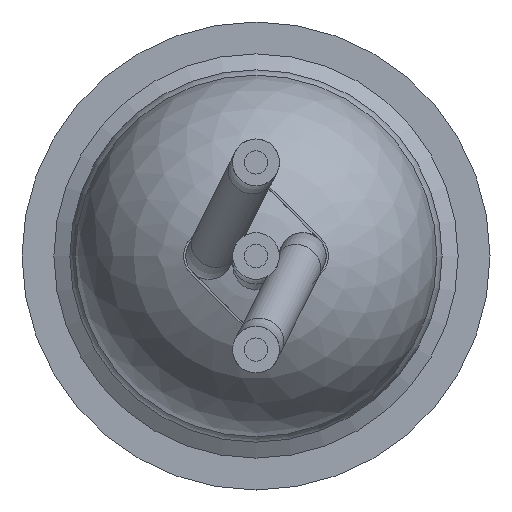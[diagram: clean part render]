
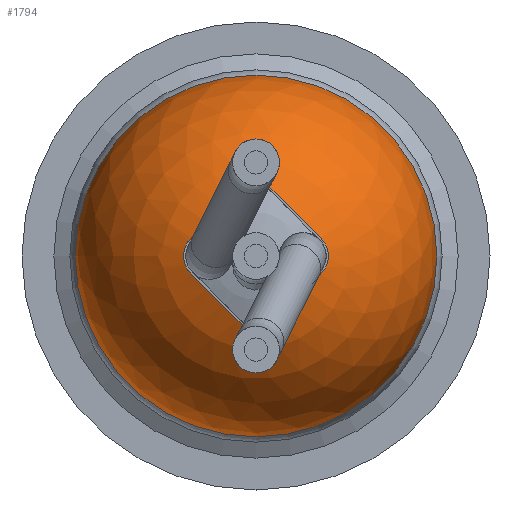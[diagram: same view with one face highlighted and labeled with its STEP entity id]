
A CAD part, front view. The second image highlights one B-rep face of the part: STEP entity #1794.
In plain terms, the highlighted spherical face has radius 8.5 mm.
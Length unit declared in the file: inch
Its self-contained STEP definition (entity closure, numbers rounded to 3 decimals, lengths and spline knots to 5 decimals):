
#16=SPHERICAL_SURFACE('',#2027,0.33465);
#188=FACE_OUTER_BOUND('',#305,.T.);
#305=EDGE_LOOP('',(#1626,#1627,#1628,#1629,#1630,#1631,#1632,#1633,#1634,
#1635,#1636,#1637,#1638));
#369=CIRCLE('',#1947,0.31657);
#371=CIRCLE('',#1951,0.31657);
#381=CIRCLE('',#1969,0.31657);
#382=CIRCLE('',#1972,0.31657);
#414=CIRCLE('',#2028,0.33465);
#415=CIRCLE('',#2029,0.33465);
#416=CIRCLE('',#2030,0.33465);
#426=B_SPLINE_CURVE_WITH_KNOTS('',3,(#2977,#2978,#2979,#2980,#2981,#2982,
#2983,#2984,#2985,#2986),.UNSPECIFIED.,.F.,.F.,(4,2,2,2,4),(0.,0.04557,
0.09114,0.13671,0.18228),.UNSPECIFIED.);
#427=B_SPLINE_CURVE_WITH_KNOTS('',3,(#3000,#3001,#3002,#3003,#3004,#3005,
#3006,#3007,#3008,#3009),.UNSPECIFIED.,.F.,.F.,(4,2,2,2,4),(0.,0.04557,
0.09114,0.13671,0.18228),.UNSPECIFIED.);
#430=B_SPLINE_CURVE_WITH_KNOTS('',3,(#3088,#3089,#3090,#3091,#3092,#3093),
 .UNSPECIFIED.,.F.,.F.,(4,2,4),(0.,0.04557,0.09114),
 .UNSPECIFIED.);
#431=B_SPLINE_CURVE_WITH_KNOTS('',3,(#3096,#3097,#3098,#3099,#3100,#3101),
 .UNSPECIFIED.,.F.,.F.,(4,2,4),(0.09114,0.13671,0.18228),
 .UNSPECIFIED.);
#432=B_SPLINE_CURVE_WITH_KNOTS('',3,(#3107,#3108,#3109,#3110,#3111,#3112,
#3113,#3114,#3115,#3116),.UNSPECIFIED.,.F.,.F.,(4,2,2,2,4),(0.,0.04557,
0.09114,0.13671,0.18228),.UNSPECIFIED.);
#804=VERTEX_POINT('',#2975);
#805=VERTEX_POINT('',#2976);
#808=VERTEX_POINT('',#2993);
#810=VERTEX_POINT('',#2999);
#812=VERTEX_POINT('',#3014);
#829=VERTEX_POINT('',#3083);
#830=VERTEX_POINT('',#3087);
#831=VERTEX_POINT('',#3094);
#832=VERTEX_POINT('',#3103);
#860=VERTEX_POINT('',#3369);
#861=VERTEX_POINT('',#3371);
#1024=EDGE_CURVE('',#804,#805,#426,.T.);
#1028=EDGE_CURVE('',#808,#804,#369,.T.);
#1031=EDGE_CURVE('',#810,#808,#427,.T.);
#1034=EDGE_CURVE('',#812,#810,#371,.T.);
#1060=EDGE_CURVE('',#805,#829,#381,.T.);
#1062=EDGE_CURVE('',#829,#830,#430,.T.);
#1064=EDGE_CURVE('',#830,#831,#431,.T.);
#1065=EDGE_CURVE('',#831,#832,#382,.T.);
#1067=EDGE_CURVE('',#832,#812,#432,.T.);
#1119=EDGE_CURVE('',#830,#860,#414,.T.);
#1120=EDGE_CURVE('',#860,#861,#415,.T.);
#1121=EDGE_CURVE('',#861,#860,#416,.T.);
#1626=ORIENTED_EDGE('',*,*,#1034,.T.);
#1627=ORIENTED_EDGE('',*,*,#1031,.T.);
#1628=ORIENTED_EDGE('',*,*,#1028,.T.);
#1629=ORIENTED_EDGE('',*,*,#1024,.T.);
#1630=ORIENTED_EDGE('',*,*,#1060,.T.);
#1631=ORIENTED_EDGE('',*,*,#1062,.T.);
#1632=ORIENTED_EDGE('',*,*,#1119,.T.);
#1633=ORIENTED_EDGE('',*,*,#1120,.T.);
#1634=ORIENTED_EDGE('',*,*,#1121,.T.);
#1635=ORIENTED_EDGE('',*,*,#1119,.F.);
#1636=ORIENTED_EDGE('',*,*,#1064,.T.);
#1637=ORIENTED_EDGE('',*,*,#1065,.T.);
#1638=ORIENTED_EDGE('',*,*,#1067,.T.);
#1794=ADVANCED_FACE('',(#188),#16,.T.);
#1947=AXIS2_PLACEMENT_3D('',#2994,#2384,#2385);
#1951=AXIS2_PLACEMENT_3D('',#3015,#2395,#2396);
#1969=AXIS2_PLACEMENT_3D('',#3084,#2445,#2446);
#1972=AXIS2_PLACEMENT_3D('',#3104,#2453,#2454);
#2027=AXIS2_PLACEMENT_3D('',#3368,#2574,#2575);
#2028=AXIS2_PLACEMENT_3D('',#3370,#2576,#2577);
#2029=AXIS2_PLACEMENT_3D('',#3372,#2578,#2579);
#2030=AXIS2_PLACEMENT_3D('',#3373,#2580,#2581);
#2384=DIRECTION('center_axis',(0.707,0.,
-0.707));
#2385=DIRECTION('ref_axis',(0.,-1.,0.));
#2395=DIRECTION('center_axis',(0.707,0.,0.707));
#2396=DIRECTION('ref_axis',(0.,1.,0.));
#2445=DIRECTION('center_axis',(-0.707,0.,
-0.707));
#2446=DIRECTION('ref_axis',(0.,-1.,0.));
#2453=DIRECTION('center_axis',(-0.707,0.,
0.707));
#2454=DIRECTION('ref_axis',(0.,1.,0.));
#2574=DIRECTION('center_axis',(0.,-1.,0.));
#2575=DIRECTION('ref_axis',(1.,0.,0.));
#2576=DIRECTION('center_axis',(0.,0.,
-1.));
#2577=DIRECTION('ref_axis',(-1.,0.,0.));
#2578=DIRECTION('center_axis',(0.,-1.,0.));
#2579=DIRECTION('ref_axis',(0.,0.,
-1.));
#2580=DIRECTION('center_axis',(0.,-1.,0.));
#2581=DIRECTION('ref_axis',(0.,0.,
-1.));
#2975=CARTESIAN_POINT('',(0.03341,-0.46807,-0.12001));
#2976=CARTESIAN_POINT('',(-0.03341,-0.46807,-0.12001));
#2977=CARTESIAN_POINT('Ctrl Pts',(0.03341,-0.46807,
-0.12001));
#2978=CARTESIAN_POINT('Ctrl Pts',(0.02926,-0.46692,
-0.12416));
#2979=CARTESIAN_POINT('Ctrl Pts',(0.02398,-0.4659,
-0.1278));
#2980=CARTESIAN_POINT('Ctrl Pts',(0.01234,-0.46453,
-0.13264));
#2981=CARTESIAN_POINT('Ctrl Pts',(0.00598,-0.46419,
-0.13385));
#2982=CARTESIAN_POINT('Ctrl Pts',(-0.00598,-0.46419,
-0.13385));
#2983=CARTESIAN_POINT('Ctrl Pts',(-0.01234,-0.46453,
-0.13264));
#2984=CARTESIAN_POINT('Ctrl Pts',(-0.02398,-0.4659,
-0.1278));
#2985=CARTESIAN_POINT('Ctrl Pts',(-0.02926,-0.46692,
-0.12416));
#2986=CARTESIAN_POINT('Ctrl Pts',(-0.03341,-0.46807,
-0.12001));
#2993=CARTESIAN_POINT('',(0.12001,-0.46807,-0.03341));
#2994=CARTESIAN_POINT('Origin',(0.07671,-0.15748,-0.07671));
#2999=CARTESIAN_POINT('',(0.12001,-0.46807,0.03341));
#3000=CARTESIAN_POINT('Ctrl Pts',(0.12001,-0.46807,
0.03341));
#3001=CARTESIAN_POINT('Ctrl Pts',(0.12416,-0.46692,
0.02926));
#3002=CARTESIAN_POINT('Ctrl Pts',(0.1278,-0.4659,
0.02398));
#3003=CARTESIAN_POINT('Ctrl Pts',(0.13264,-0.46453,
0.01234));
#3004=CARTESIAN_POINT('Ctrl Pts',(0.13385,-0.46419,0.00598));
#3005=CARTESIAN_POINT('Ctrl Pts',(0.13385,-0.46419,
-0.00598));
#3006=CARTESIAN_POINT('Ctrl Pts',(0.13264,-0.46453,-0.01234));
#3007=CARTESIAN_POINT('Ctrl Pts',(0.1278,-0.4659,-0.02398));
#3008=CARTESIAN_POINT('Ctrl Pts',(0.12416,-0.46692,
-0.02926));
#3009=CARTESIAN_POINT('Ctrl Pts',(0.12001,-0.46807,
-0.03341));
#3014=CARTESIAN_POINT('',(0.03341,-0.46807,0.12001));
#3015=CARTESIAN_POINT('Origin',(0.07671,-0.15748,0.07671));
#3083=CARTESIAN_POINT('',(-0.12001,-0.46807,-0.03341));
#3084=CARTESIAN_POINT('Origin',(-0.07671,-0.15748,
-0.07671));
#3087=CARTESIAN_POINT('',(-0.13385,-0.46419,0.));
#3088=CARTESIAN_POINT('Ctrl Pts',(-0.12001,-0.46807,
-0.03341));
#3089=CARTESIAN_POINT('Ctrl Pts',(-0.12416,-0.46692,
-0.02926));
#3090=CARTESIAN_POINT('Ctrl Pts',(-0.1278,-0.4659,
-0.02398));
#3091=CARTESIAN_POINT('Ctrl Pts',(-0.13264,-0.46453,
-0.01234));
#3092=CARTESIAN_POINT('Ctrl Pts',(-0.13385,-0.46419,
-0.00598));
#3093=CARTESIAN_POINT('Ctrl Pts',(-0.13385,-0.46419,
0.));
#3094=CARTESIAN_POINT('',(-0.12001,-0.46807,0.03341));
#3096=CARTESIAN_POINT('Ctrl Pts',(-0.13385,-0.46419,
0.));
#3097=CARTESIAN_POINT('Ctrl Pts',(-0.13385,-0.46419,
0.00598));
#3098=CARTESIAN_POINT('Ctrl Pts',(-0.13264,-0.46453,
0.01234));
#3099=CARTESIAN_POINT('Ctrl Pts',(-0.1278,-0.4659,
0.02398));
#3100=CARTESIAN_POINT('Ctrl Pts',(-0.12416,-0.46692,
0.02926));
#3101=CARTESIAN_POINT('Ctrl Pts',(-0.12001,-0.46807,
0.03341));
#3103=CARTESIAN_POINT('',(-0.03341,-0.46807,0.12001));
#3104=CARTESIAN_POINT('Origin',(-0.07671,-0.15748,
0.07671));
#3107=CARTESIAN_POINT('Ctrl Pts',(-0.03341,-0.46807,
0.12001));
#3108=CARTESIAN_POINT('Ctrl Pts',(-0.02926,-0.46692,
0.12416));
#3109=CARTESIAN_POINT('Ctrl Pts',(-0.02398,-0.4659,
0.1278));
#3110=CARTESIAN_POINT('Ctrl Pts',(-0.01234,-0.46453,
0.13264));
#3111=CARTESIAN_POINT('Ctrl Pts',(-0.00598,-0.46419,
0.13385));
#3112=CARTESIAN_POINT('Ctrl Pts',(0.00598,-0.46419,
0.13385));
#3113=CARTESIAN_POINT('Ctrl Pts',(0.01234,-0.46453,
0.13264));
#3114=CARTESIAN_POINT('Ctrl Pts',(0.02398,-0.4659,
0.1278));
#3115=CARTESIAN_POINT('Ctrl Pts',(0.02926,-0.46692,
0.12416));
#3116=CARTESIAN_POINT('Ctrl Pts',(0.03341,-0.46807,
0.12001));
#3368=CARTESIAN_POINT('Origin',(0.,-0.15748,
0.));
#3369=CARTESIAN_POINT('',(-0.33465,-0.15748,0.));
#3370=CARTESIAN_POINT('Origin',(0.,-0.15748,
0.));
#3371=CARTESIAN_POINT('',(0.,-0.15748,0.33465));
#3372=CARTESIAN_POINT('Origin',(0.,-0.15748,
0.));
#3373=CARTESIAN_POINT('Origin',(0.,-0.15748,
0.));
